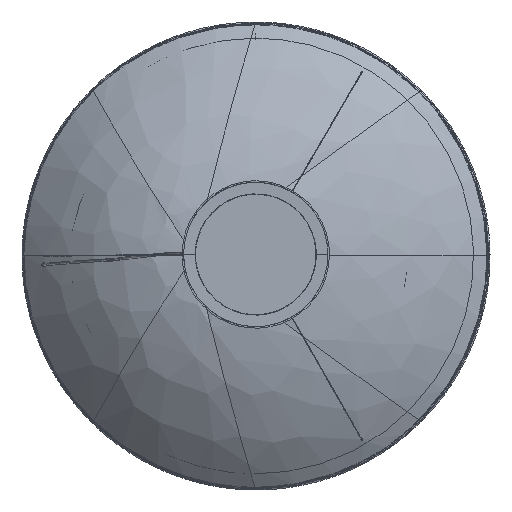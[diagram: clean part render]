
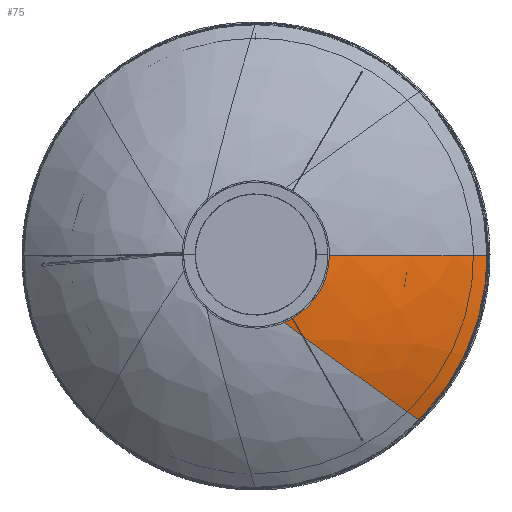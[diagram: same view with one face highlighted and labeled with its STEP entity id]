
A CAD part, top view. The second image highlights one B-rep face of the part: STEP entity #75.
In plain terms, the highlighted free-form (B-spline) face has degree [5, 5] with [6, 6] control points.
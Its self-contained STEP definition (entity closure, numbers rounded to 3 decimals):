
#75=ADVANCED_FACE($,(#797),#8631,.T.);
#797=FACE_OUTER_BOUND($,#1512,.T.);
#1512=EDGE_LOOP($,(#2395,#2396,#2397,#2398));
#2395=ORIENTED_EDGE($,*,*,#5525,.T.);
#2396=ORIENTED_EDGE($,*,*,#5526,.T.);
#2397=ORIENTED_EDGE($,*,*,#5527,.T.);
#2398=ORIENTED_EDGE($,*,*,#5401,.F.);
#5401=EDGE_CURVE($,#7009,#7010,#9571,.T.);
#5525=EDGE_CURVE($,#7009,#7098,#9632,.T.);
#5526=EDGE_CURVE($,#7098,#7099,#9633,.T.);
#5527=EDGE_CURVE($,#7099,#7010,#9634,.T.);
#7009=VERTEX_POINT($,#16781);
#7010=VERTEX_POINT($,#16782);
#7098=VERTEX_POINT($,#16870);
#7099=VERTEX_POINT($,#16871);
#8631=B_SPLINE_SURFACE_WITH_KNOTS($,5,5,((#15415,#15416,#15417,#15418,#15419,
#15420),(#15421,#15422,#15423,#15424,#15425,#15426),(#15427,#15428,#15429,
#15430,#15431,#15432),(#15433,#15434,#15435,#15436,#15437,#15438),(#15439,
#15440,#15441,#15442,#15443,#15444),(#15445,#15446,#15447,#15448,#15449,
#15450)),.UNSPECIFIED.,.F.,.F.,.F.,(6,6),(6,6),(0.,318.236),(0.,
512.833),.UNSPECIFIED.);
#9571=B_SPLINE_CURVE_WITH_KNOTS($,5,(#10566,#10567,#10568,#10569,#10570,
#10571),.UNSPECIFIED.,.F.,.F.,(6,6),(-487.248,0.),.UNSPECIFIED.);
#9632=B_SPLINE_CURVE_WITH_KNOTS($,3,(#11567,#11568,#11569,#11570,#11571,
#11572,#11573,#11574),.UNSPECIFIED.,.F.,.F.,(4,2,2,4),(0.,0.25,
0.5,1.),.UNSPECIFIED.);
#9633=B_SPLINE_CURVE_WITH_KNOTS($,5,(#11575,#11576,#11577,#11578,#11579,
#11580),.UNSPECIFIED.,.F.,.F.,(6,6),(-512.69,0.),.UNSPECIFIED.);
#9634=B_SPLINE_CURVE_WITH_KNOTS($,5,(#11581,#11582,#11583,#11584,#11585,
#11586),.UNSPECIFIED.,.F.,.F.,(6,6),(0.,318.236),.UNSPECIFIED.);
#10566=CARTESIAN_POINT($,(275.648,-280.427,-1431.291));
#10567=CARTESIAN_POINT($,(214.925,-238.321,-1372.576));
#10568=CARTESIAN_POINT($,(123.708,-172.442,-1329.217));
#10569=CARTESIAN_POINT($,(37.647,-109.823,-1295.342));
#10570=CARTESIAN_POINT($,(-41.514,-50.962,-1286.584));
#10571=CARTESIAN_POINT($,(-90.657,-14.143,-1284.952));
#11567=CARTESIAN_POINT($,(275.648,-280.427,-1431.291));
#11568=CARTESIAN_POINT($,(294.014,-262.088,-1431.281));
#11569=CARTESIAN_POINT($,(310.579,-241.943,-1431.278));
#11570=CARTESIAN_POINT($,(339.46,-198.785,-1431.27));
#11571=CARTESIAN_POINT($,(351.772,-175.771,-1431.265));
#11572=CARTESIAN_POINT($,(381.588,-103.815,-1431.247));
#11573=CARTESIAN_POINT($,(391.905,-51.916,-1431.236));
#11574=CARTESIAN_POINT($,(391.904,0.,-1431.236));
#11575=CARTESIAN_POINT($,(391.904,0.,-1431.236));
#11576=CARTESIAN_POINT($,(317.122,0.006,-1373.024));
#11577=CARTESIAN_POINT($,(198.217,0.001,-1330.541));
#11578=CARTESIAN_POINT($,(82.878,0.,-1296.71));
#11579=CARTESIAN_POINT($,(-21.277,0.,-1286.753));
#11580=CARTESIAN_POINT($,(-84.723,0.,-1284.97));
#11581=CARTESIAN_POINT($,(-84.723,0.,-1284.97));
#11582=CARTESIAN_POINT($,(-84.723,-3.151,-1284.97));
#11583=CARTESIAN_POINT($,(-85.329,-6.302,-1284.968));
#11584=CARTESIAN_POINT($,(-86.585,-9.294,-1284.964));
#11585=CARTESIAN_POINT($,(-88.404,-11.94,-1284.958));
#11586=CARTESIAN_POINT($,(-90.657,-14.143,-1284.952));
#15415=CARTESIAN_POINT($,(-84.723,0.,-1284.97));
#15416=CARTESIAN_POINT($,(-21.259,0.,-1286.754));
#15417=CARTESIAN_POINT($,(82.936,0.,-1296.716));
#15418=CARTESIAN_POINT($,(198.314,0.001,-1330.569));
#15419=CARTESIAN_POINT($,(317.255,0.006,-1373.072));
#15420=CARTESIAN_POINT($,(392.009,0.,-1431.317));
#15421=CARTESIAN_POINT($,(-84.723,-3.151,-1284.97));
#15422=CARTESIAN_POINT($,(-21.259,-11.219,-1286.754));
#15423=CARTESIAN_POINT($,(82.936,-24.377,-1296.716));
#15424=CARTESIAN_POINT($,(198.314,-38.711,-1330.569));
#15425=CARTESIAN_POINT($,(317.256,-53.393,-1373.071));
#15426=CARTESIAN_POINT($,(392.009,-62.321,-1431.317));
#15427=CARTESIAN_POINT($,(-85.329,-6.302,-1284.968));
#15428=CARTESIAN_POINT($,(-23.465,-22.446,-1286.732));
#15429=CARTESIAN_POINT($,(78.175,-48.755,-1296.514));
#15430=CARTESIAN_POINT($,(190.801,-77.395,-1330.755));
#15431=CARTESIAN_POINT($,(306.863,-106.759,-1373.283));
#15432=CARTESIAN_POINT($,(379.777,-124.64,-1431.329));
#15433=CARTESIAN_POINT($,(-86.585,-9.294,-1284.964));
#15434=CARTESIAN_POINT($,(-27.952,-33.012,-1286.683));
#15435=CARTESIAN_POINT($,(68.612,-71.88,-1296.086));
#15436=CARTESIAN_POINT($,(175.862,-114.458,-1331.345));
#15437=CARTESIAN_POINT($,(286.206,-157.79,-1373.889));
#15438=CARTESIAN_POINT($,(355.314,-183.776,-1431.363));
#15439=CARTESIAN_POINT($,(-88.404,-11.94,-1284.958));
#15440=CARTESIAN_POINT($,(-33.943,-42.682,-1286.637));
#15441=CARTESIAN_POINT($,(54.806,-92.513,-1295.721));
#15442=CARTESIAN_POINT($,(152.343,-146.415,-1330.328));
#15443=CARTESIAN_POINT($,(254.145,-202.089,-1373.253));
#15444=CARTESIAN_POINT($,(319.798,-236.445,-1431.328));
#15445=CARTESIAN_POINT($,(-90.657,-14.143,-1284.952));
#15446=CARTESIAN_POINT($,(-41.514,-50.962,-1286.584));
#15447=CARTESIAN_POINT($,(37.647,-109.823,-1295.342));
#15448=CARTESIAN_POINT($,(123.708,-172.442,-1329.217));
#15449=CARTESIAN_POINT($,(214.925,-238.321,-1372.576));
#15450=CARTESIAN_POINT($,(275.648,-280.427,-1431.291));
#16781=CARTESIAN_POINT($,(275.648,-280.427,-1431.291));
#16782=CARTESIAN_POINT($,(-90.657,-14.143,-1284.952));
#16870=CARTESIAN_POINT($,(391.904,0.,-1431.236));
#16871=CARTESIAN_POINT($,(-84.723,0.,-1284.97));
